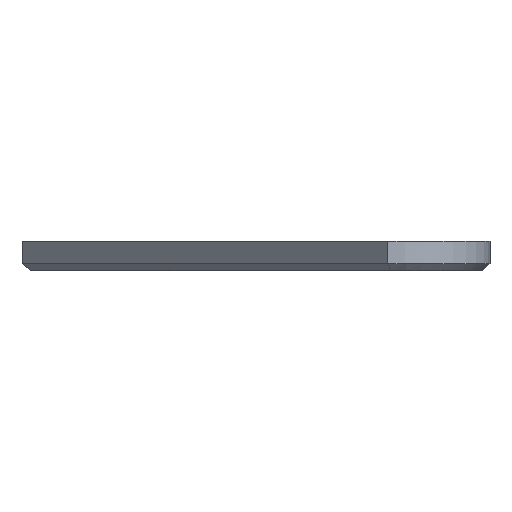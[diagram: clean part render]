
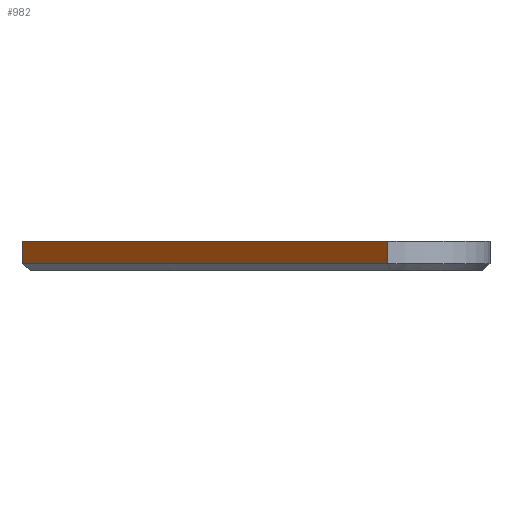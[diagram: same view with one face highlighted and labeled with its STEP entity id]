
A CAD part, left-side view. The second image highlights one B-rep face of the part: STEP entity #982.
In plain terms, the highlighted planar face has unit normal (-0.707, 0.707, 0).
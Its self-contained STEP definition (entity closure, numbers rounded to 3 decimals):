
#73 = PLANE('',#74);
#74 = AXIS2_PLACEMENT_3D('',#75,#76,#77);
#75 = CARTESIAN_POINT('',(19.714,13.317,2.));
#76 = DIRECTION('',(-0.,-0.,1.));
#77 = DIRECTION('',(1.,0.,0.));
#165 = CYLINDRICAL_SURFACE('',#166,7.);
#166 = AXIS2_PLACEMENT_3D('',#167,#168,#169);
#167 = CARTESIAN_POINT('',(28.5,38.062,0.));
#168 = DIRECTION('',(0.,-0.,-1.));
#169 = DIRECTION('',(-1.,-0.,-0.));
#339 = VERTEX_POINT('',#340);
#340 = CARTESIAN_POINT('',(0.,7.,2.));
#359 = CYLINDRICAL_SURFACE('',#360,7.);
#360 = AXIS2_PLACEMENT_3D('',#361,#362,#363);
#361 = CARTESIAN_POINT('',(7.,7.,0.));
#362 = DIRECTION('',(0.,-0.,-1.));
#363 = DIRECTION('',(-1.,-0.,-0.));
#371 = EDGE_CURVE('',#339,#372,#374,.T.);
#372 = VERTEX_POINT('',#373);
#373 = CARTESIAN_POINT('',(25.,32.,2.));
#374 = SURFACE_CURVE('',#375,(#379,#386),.PCURVE_S1.);
#375 = LINE('',#376,#377);
#376 = CARTESIAN_POINT('',(0.,7.,2.));
#377 = VECTOR('',#378,1.);
#378 = DIRECTION('',(0.707,0.707,-0.));
#379 = PCURVE('',#73,#380);
#380 = DEFINITIONAL_REPRESENTATION('',(#381),#385);
#381 = LINE('',#382,#383);
#382 = CARTESIAN_POINT('',(-19.714,-6.317));
#383 = VECTOR('',#384,1.);
#384 = DIRECTION('',(0.707,0.707));
#385 = ( GEOMETRIC_REPRESENTATION_CONTEXT(2) 
PARAMETRIC_REPRESENTATION_CONTEXT() REPRESENTATION_CONTEXT('2D SPACE',''
  ) );
#386 = PCURVE('',#387,#392);
#387 = PLANE('',#388);
#388 = AXIS2_PLACEMENT_3D('',#389,#390,#391);
#389 = CARTESIAN_POINT('',(0.,7.,0.));
#390 = DIRECTION('',(0.707,-0.707,0.));
#391 = DIRECTION('',(-0.707,-0.707,0.));
#392 = DEFINITIONAL_REPRESENTATION('',(#393),#397);
#393 = LINE('',#394,#395);
#394 = CARTESIAN_POINT('',(-0.,-2.));
#395 = VECTOR('',#396,1.);
#396 = DIRECTION('',(-1.,0.));
#397 = ( GEOMETRIC_REPRESENTATION_CONTEXT(2) 
PARAMETRIC_REPRESENTATION_CONTEXT() REPRESENTATION_CONTEXT('2D SPACE',''
  ) );
#686 = EDGE_CURVE('',#687,#372,#689,.T.);
#687 = VERTEX_POINT('',#688);
#688 = CARTESIAN_POINT('',(25.,32.,0.48));
#689 = SURFACE_CURVE('',#690,(#694,#701),.PCURVE_S1.);
#690 = LINE('',#691,#692);
#691 = CARTESIAN_POINT('',(25.,32.,0.));
#692 = VECTOR('',#693,1.);
#693 = DIRECTION('',(-0.,-0.,1.));
#694 = PCURVE('',#165,#695);
#695 = DEFINITIONAL_REPRESENTATION('',(#696),#700);
#696 = LINE('',#697,#698);
#697 = CARTESIAN_POINT('',(5.236,0.));
#698 = VECTOR('',#699,1.);
#699 = DIRECTION('',(0.,-1.));
#700 = ( GEOMETRIC_REPRESENTATION_CONTEXT(2) 
PARAMETRIC_REPRESENTATION_CONTEXT() REPRESENTATION_CONTEXT('2D SPACE',''
  ) );
#701 = PCURVE('',#387,#702);
#702 = DEFINITIONAL_REPRESENTATION('',(#703),#707);
#703 = LINE('',#704,#705);
#704 = CARTESIAN_POINT('',(-35.355,0.));
#705 = VECTOR('',#706,1.);
#706 = DIRECTION('',(-0.,-1.));
#707 = ( GEOMETRIC_REPRESENTATION_CONTEXT(2) 
PARAMETRIC_REPRESENTATION_CONTEXT() REPRESENTATION_CONTEXT('2D SPACE',''
  ) );
#868 = PLANE('',#869);
#869 = AXIS2_PLACEMENT_3D('',#870,#871,#872);
#870 = CARTESIAN_POINT('',(0.17,6.83,0.24));
#871 = DIRECTION('',(-0.5,0.5,-0.707));
#872 = DIRECTION('',(0.707,0.707,0.)
  );
#938 = EDGE_CURVE('',#939,#339,#941,.T.);
#939 = VERTEX_POINT('',#940);
#940 = CARTESIAN_POINT('',(0.,7.,0.48));
#941 = SURFACE_CURVE('',#942,(#946,#953),.PCURVE_S1.);
#942 = LINE('',#943,#944);
#943 = CARTESIAN_POINT('',(0.,7.,0.));
#944 = VECTOR('',#945,1.);
#945 = DIRECTION('',(-0.,-0.,1.));
#946 = PCURVE('',#359,#947);
#947 = DEFINITIONAL_REPRESENTATION('',(#948),#952);
#948 = LINE('',#949,#950);
#949 = CARTESIAN_POINT('',(6.283,0.));
#950 = VECTOR('',#951,1.);
#951 = DIRECTION('',(0.,-1.));
#952 = ( GEOMETRIC_REPRESENTATION_CONTEXT(2) 
PARAMETRIC_REPRESENTATION_CONTEXT() REPRESENTATION_CONTEXT('2D SPACE',''
  ) );
#953 = PCURVE('',#387,#954);
#954 = DEFINITIONAL_REPRESENTATION('',(#955),#959);
#955 = LINE('',#956,#957);
#956 = CARTESIAN_POINT('',(-0.,0.));
#957 = VECTOR('',#958,1.);
#958 = DIRECTION('',(-0.,-1.));
#959 = ( GEOMETRIC_REPRESENTATION_CONTEXT(2) 
PARAMETRIC_REPRESENTATION_CONTEXT() REPRESENTATION_CONTEXT('2D SPACE',''
  ) );
#982 = ADVANCED_FACE('',(#983),#387,.F.);
#983 = FACE_BOUND('',#984,.T.);
#984 = EDGE_LOOP('',(#985,#986,#987,#988));
#985 = ORIENTED_EDGE('',*,*,#938,.T.);
#986 = ORIENTED_EDGE('',*,*,#371,.T.);
#987 = ORIENTED_EDGE('',*,*,#686,.F.);
#988 = ORIENTED_EDGE('',*,*,#989,.F.);
#989 = EDGE_CURVE('',#939,#687,#990,.T.);
#990 = SURFACE_CURVE('',#991,(#995,#1002),.PCURVE_S1.);
#991 = LINE('',#992,#993);
#992 = CARTESIAN_POINT('',(0.,7.,0.48));
#993 = VECTOR('',#994,1.);
#994 = DIRECTION('',(0.707,0.707,-0.));
#995 = PCURVE('',#387,#996);
#996 = DEFINITIONAL_REPRESENTATION('',(#997),#1001);
#997 = LINE('',#998,#999);
#998 = CARTESIAN_POINT('',(-0.,-0.48));
#999 = VECTOR('',#1000,1.);
#1000 = DIRECTION('',(-1.,0.));
#1001 = ( GEOMETRIC_REPRESENTATION_CONTEXT(2) 
PARAMETRIC_REPRESENTATION_CONTEXT() REPRESENTATION_CONTEXT('2D SPACE',''
  ) );
#1002 = PCURVE('',#868,#1003);
#1003 = DEFINITIONAL_REPRESENTATION('',(#1004),#1008);
#1004 = LINE('',#1005,#1006);
#1005 = CARTESIAN_POINT('',(0.,-0.339));
#1006 = VECTOR('',#1007,1.);
#1007 = DIRECTION('',(1.,0.));
#1008 = ( GEOMETRIC_REPRESENTATION_CONTEXT(2) 
PARAMETRIC_REPRESENTATION_CONTEXT() REPRESENTATION_CONTEXT('2D SPACE',''
  ) );
